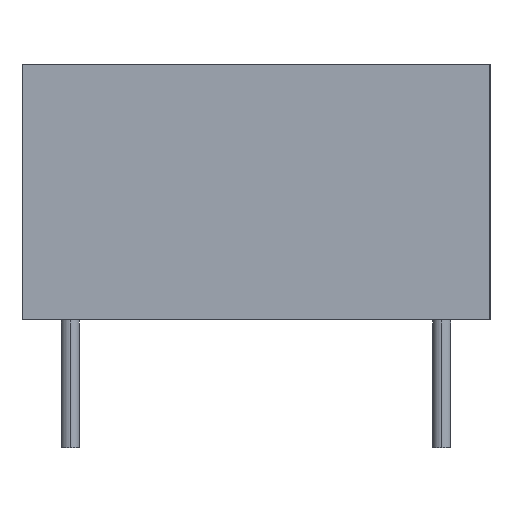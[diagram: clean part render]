
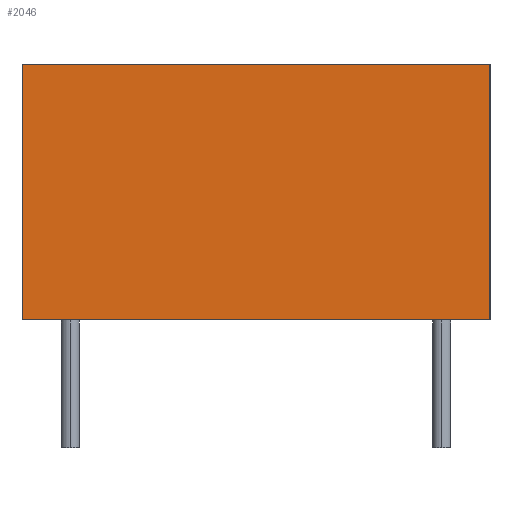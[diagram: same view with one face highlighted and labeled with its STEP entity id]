
A CAD part, left-side view. The second image highlights one B-rep face of the part: STEP entity #2046.
In plain terms, the highlighted planar face has unit normal (-1, 0, 0).
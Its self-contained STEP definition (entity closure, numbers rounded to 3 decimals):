
#246 = CARTESIAN_POINT ( 'NONE',  ( -20.1, -6.4, 7. ) ) ;
#689 = CARTESIAN_POINT ( 'NONE',  ( -20.1, 6.4, 7. ) ) ;
#1689 = LINE ( 'NONE', #7779, #3092 ) ;
#2046 = ADVANCED_FACE ( 'NONE', ( #18632 ), #14179, .F. ) ;
#3092 = VECTOR ( 'NONE', #6386, 1000. ) ;
#3737 = VECTOR ( 'NONE', #16580, 1000. ) ;
#3841 = DIRECTION ( 'NONE',  ( 1., 0., 0. ) ) ;
#4026 = ORIENTED_EDGE ( 'NONE', *, *, #9405, .F. ) ;
#4120 = AXIS2_PLACEMENT_3D ( 'NONE', #689, #3841, #5111 ) ;
#5111 = DIRECTION ( 'NONE',  ( 0., 0., -1. ) ) ;
#5220 = DIRECTION ( 'NONE',  ( 0., -1., 0. ) ) ;
#5284 = VERTEX_POINT ( 'NONE', #11322 ) ;
#5604 = CARTESIAN_POINT ( 'NONE',  ( -20.1, 6.4, 0. ) ) ;
#5669 = EDGE_CURVE ( 'NONE', #5284, #18623, #18732, .T. ) ;
#6317 = CARTESIAN_POINT ( 'NONE',  ( -20.1, -6.4, 0. ) ) ;
#6386 = DIRECTION ( 'NONE',  ( 0., -1., 0. ) ) ;
#6772 = VECTOR ( 'NONE', #17565, 1000. ) ;
#7535 = ORIENTED_EDGE ( 'NONE', *, *, #14714, .T. ) ;
#7779 = CARTESIAN_POINT ( 'NONE',  ( -20.1, 6.4, 7. ) ) ;
#8366 = VECTOR ( 'NONE', #5220, 1000. ) ;
#9051 = LINE ( 'NONE', #15188, #3737 ) ;
#9395 = ORIENTED_EDGE ( 'NONE', *, *, #5669, .T. ) ;
#9405 = EDGE_CURVE ( 'NONE', #12455, #18623, #9945, .T. ) ;
#9945 = LINE ( 'NONE', #15990, #6772 ) ;
#11322 = CARTESIAN_POINT ( 'NONE',  ( -20.1, 6.4, 0. ) ) ;
#12455 = VERTEX_POINT ( 'NONE', #246 ) ;
#13584 = EDGE_LOOP ( 'NONE', ( #9395, #4026, #18044, #7535 ) ) ;
#14179 = PLANE ( 'NONE',  #4120 ) ;
#14714 = EDGE_CURVE ( 'NONE', #16730, #5284, #9051, .T. ) ;
#15188 = CARTESIAN_POINT ( 'NONE',  ( -20.1, 6.4, 7. ) ) ;
#15990 = CARTESIAN_POINT ( 'NONE',  ( -20.1, -6.4, 7. ) ) ;
#16580 = DIRECTION ( 'NONE',  ( 0., 0., -1. ) ) ;
#16730 = VERTEX_POINT ( 'NONE', #19116 ) ;
#17565 = DIRECTION ( 'NONE',  ( 0., 0., -1. ) ) ;
#18044 = ORIENTED_EDGE ( 'NONE', *, *, #18907, .F. ) ;
#18623 = VERTEX_POINT ( 'NONE', #6317 ) ;
#18632 = FACE_OUTER_BOUND ( 'NONE', #13584, .T. ) ;
#18732 = LINE ( 'NONE', #5604, #8366 ) ;
#18907 = EDGE_CURVE ( 'NONE', #16730, #12455, #1689, .T. ) ;
#19116 = CARTESIAN_POINT ( 'NONE',  ( -20.1, 6.4, 7. ) ) ;
